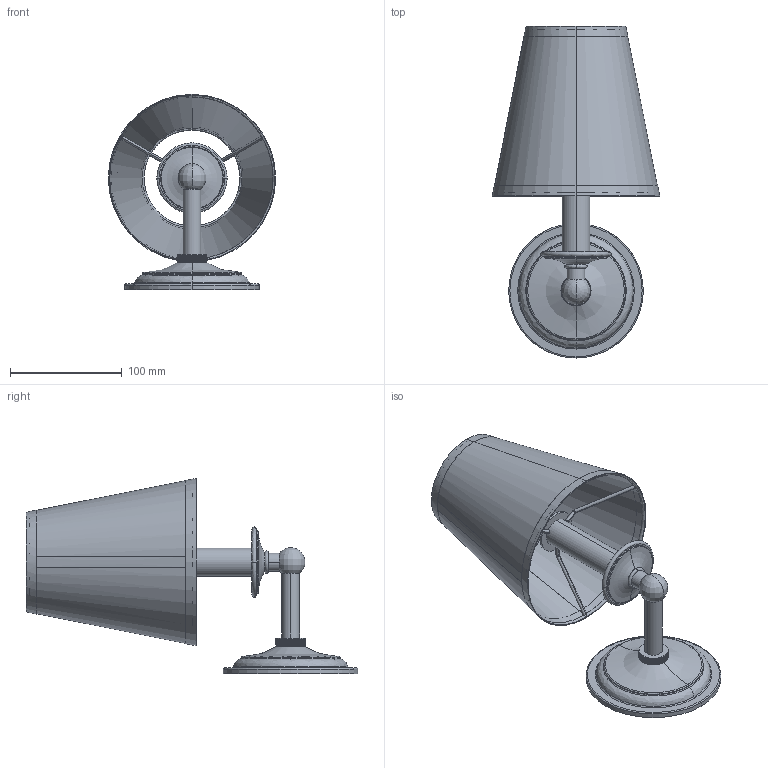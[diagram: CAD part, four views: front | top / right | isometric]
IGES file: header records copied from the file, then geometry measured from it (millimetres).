
Start section:  PTC IGES file: 2681.igs
Global section: file name: 2681.igs; native system: Creo Parametric by PTC Inc.; preprocessor: 2018400; author: jinson.thomas; organization: Unknown; date: 20210611.153824; units: inch
Bounding box: 150.11 x 297.46 x 175.08 mm (x, y, z)
Volume: 265841.6 mm3; surface area: 171666.6 mm2
Topology: 2 solids, 2 shells, 620 faces, 1785 edges, 1172 vertices
Faces by surface type: bspline 336, revolution 284
